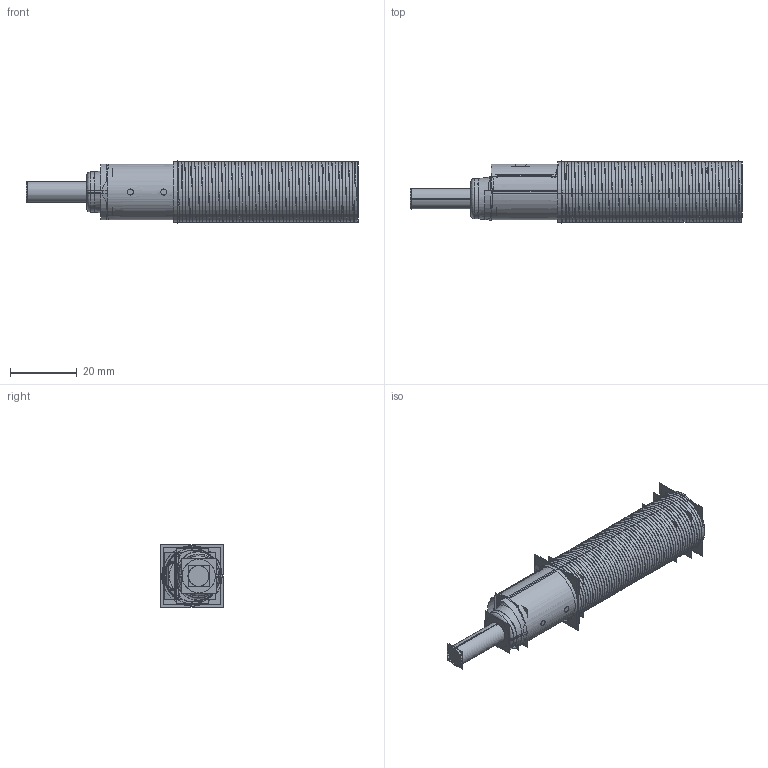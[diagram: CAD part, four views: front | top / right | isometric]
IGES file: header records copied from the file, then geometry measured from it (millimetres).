
Start section:  PTC IGES file: 159577.igs
Global section: file name: 159577.igs; native system: Creo Parametric by Parametric Technology Corporation; preprocessor: 2013230; author: pdmadmin; organization: Unknown; date: 20151021.140855; units: millimetre
Bounding box: 99.27 x 18.72 x 18.72 mm (x, y, z)
Volume: 7545.1 mm3; surface area: 285786.7 mm2
Topology: 8 solids, 8 shells, 974 faces, 4960 edges, 6248 vertices
Faces by surface type: revolution 532, bspline 442
